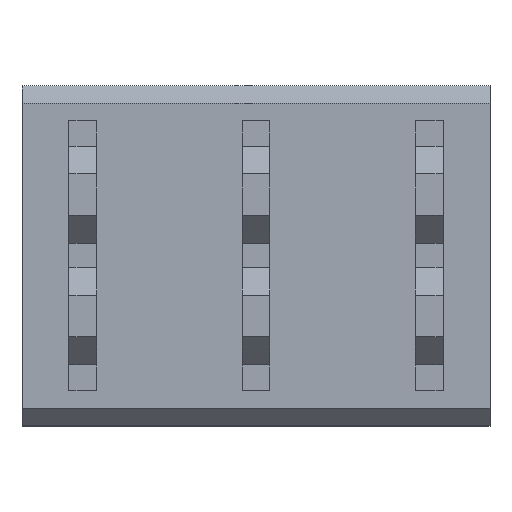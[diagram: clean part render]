
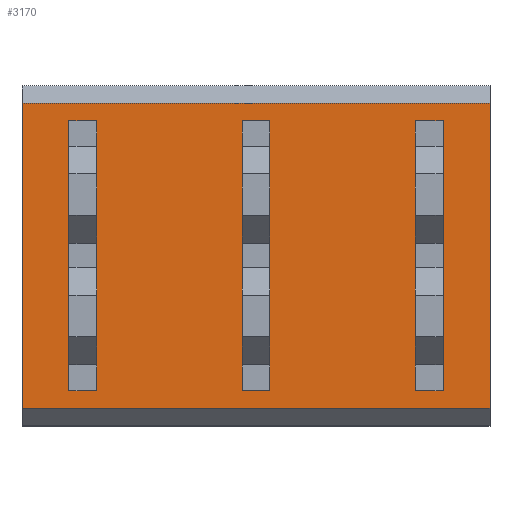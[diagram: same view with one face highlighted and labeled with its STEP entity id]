
A CAD part, top view. The second image highlights one B-rep face of the part: STEP entity #3170.
In plain terms, the highlighted planar face has unit normal (0, 0, 1).
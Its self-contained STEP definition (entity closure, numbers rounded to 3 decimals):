
#3114=CARTESIAN_POINT('',(-6.75,4.4,6.2));
#3115=VERTEX_POINT('',#3114);
#3122=CARTESIAN_POINT('',(6.75,4.4,6.2));
#3123=VERTEX_POINT('',#3122);
#3124=CARTESIAN_POINT('',(6.75,4.4,6.2));
#3125=DIRECTION('',(-1.0,0.0,0.0));
#3126=VECTOR('',#3125,13.5);
#3127=LINE('',#3124,#3126);
#3128=EDGE_CURVE('',#3123,#3115,#3127,.T.);
#3140=CARTESIAN_POINT('',(6.75,4.4,6.2));
#3141=DIRECTION('',(0.0,0.0,1.0));
#3142=DIRECTION('',(-1.0,0.0,0.0));
#3143=AXIS2_PLACEMENT_3D('',#3140,#3141,#3142);
#3144=PLANE('',#3143);
#3145=CARTESIAN_POINT('',(-6.75,-4.4,6.2));
#3146=VERTEX_POINT('',#3145);
#3147=CARTESIAN_POINT('',(-6.75,4.4,6.2));
#3148=DIRECTION('',(0.0,-1.0,0.0));
#3149=VECTOR('',#3148,8.8);
#3150=LINE('',#3147,#3149);
#3151=EDGE_CURVE('',#3115,#3146,#3150,.T.);
#3152=ORIENTED_EDGE('',*,*,#3151,.T.);
#3153=CARTESIAN_POINT('',(6.75,-4.4,6.2));
#3154=VERTEX_POINT('',#3153);
#3155=CARTESIAN_POINT('',(6.75,-4.4,6.2));
#3156=DIRECTION('',(-1.0,0.0,0.0));
#3157=VECTOR('',#3156,13.5);
#3158=LINE('',#3155,#3157);
#3159=EDGE_CURVE('',#3154,#3146,#3158,.T.);
#3160=ORIENTED_EDGE('',*,*,#3159,.F.);
#3161=CARTESIAN_POINT('',(6.75,4.4,6.2));
#3162=DIRECTION('',(0.0,-1.0,0.0));
#3163=VECTOR('',#3162,8.8);
#3164=LINE('',#3161,#3163);
#3165=EDGE_CURVE('',#3123,#3154,#3164,.T.);
#3166=ORIENTED_EDGE('',*,*,#3165,.F.);
#3167=ORIENTED_EDGE('',*,*,#3128,.T.);
#3168=EDGE_LOOP('',(#3152,#3160,#3166,#3167));
#3169=FACE_OUTER_BOUND('',#3168,.T.);
#3170=ADVANCED_FACE('',(#3169),#3144,.T.);
